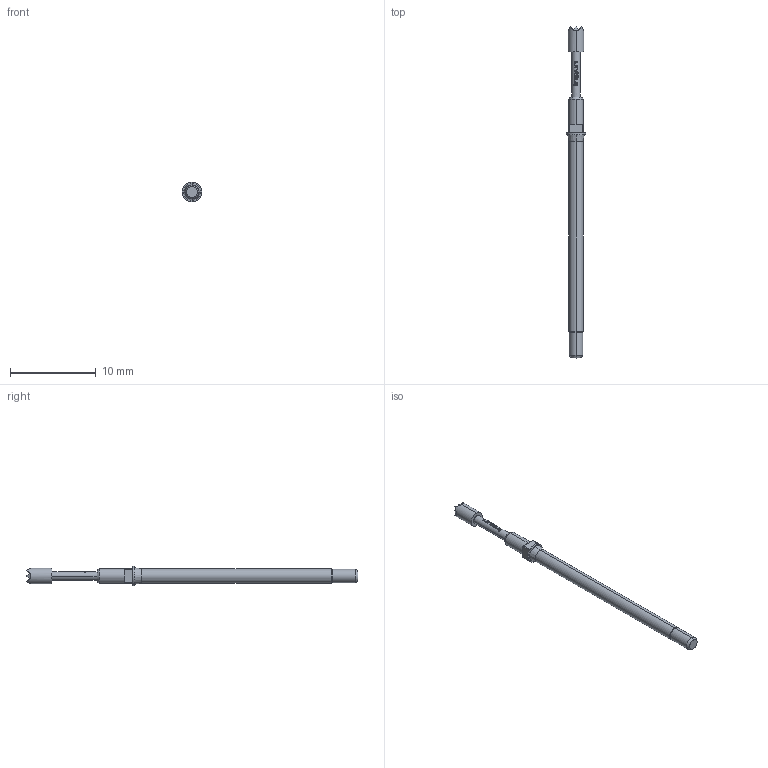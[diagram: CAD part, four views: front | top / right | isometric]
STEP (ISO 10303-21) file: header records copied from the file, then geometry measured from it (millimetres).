
FILE_DESCRIPTION (( 'STEP AP203' ), '1' );
FILE_NAME ('INGUN_GKS-112_306_180_X_xx05_M_0.STEP', '2019-01-11T06:20:47', ( '' ), ( '' ), 'SwSTEP 2.0', 'SolidWorks 2018', '' );
FILE_SCHEMA (( 'CONFIG_CONTROL_DESIGN' ));
Length unit declared in the file: millimetre
Products named in the file (1): INGUN_GKS-112_306_180_X_xx05_M_0
Bounding box: 2.3 x 38.8 x 2.3 mm (x, y, z)
Volume: 77.4 mm3; surface area: 204.1 mm2
Topology: 1 solids, 1 shells, 140 faces, 342 edges, 213 vertices
Faces by surface type: plane 91, bspline 23, cylinder 18, cone 6, torus 2
Entity records: 5061 total; most frequent: CARTESIAN_POINT 2205, ORIENTED_EDGE 684, DIRECTION 402, EDGE_CURVE 342, VERTEX_POINT 213, B_SPLINE_CURVE_WITH_KNOTS 186, AXIS2_PLACEMENT_3D 158, EDGE_LOOP 149
